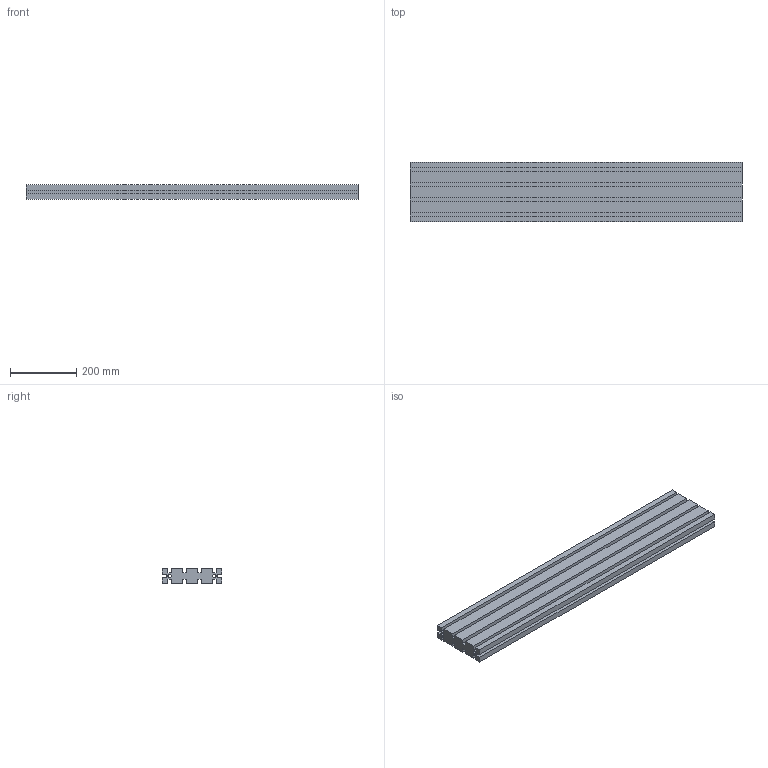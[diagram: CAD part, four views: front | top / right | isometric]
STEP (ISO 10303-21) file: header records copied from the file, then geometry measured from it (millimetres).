
FILE_DESCRIPTION(('STEP AP214'),'1');
FILE_NAME('cctmp_CA947385-EC2B-492A-9442-55782BC1073F_2020_1_20_10_39_12_563..stp','2020-01-20T09:39:12',('Bosch Rexroth AG'),('CADClick - www.CADClick.com'),'Spatial InterOp 3D',' ','unknown authorization - (Healing Option Enabled)');
FILE_SCHEMA(('AUTOMOTIVE_DESIGN'));
Length unit declared in the file: millimetre
Products named in the file (1): 2020_01_20__10-39-12-563
Bounding box: 1000 x 180 x 45 mm (x, y, z)
Volume: 6642920.4 mm3; surface area: 786117.7 mm2
Topology: 1 solids, 1 shells, 50 faces, 144 edges, 96 vertices
Faces by surface type: plane 46, cylinder 4
Entity records: 2048 total; most frequent: CARTESIAN_POINT 291, ORIENTED_EDGE 288, DIRECTION 254, EDGE_CURVE 144, LINE 136, VECTOR 136, VERTEX_POINT 96, AXIS2_PLACEMENT_3D 59
